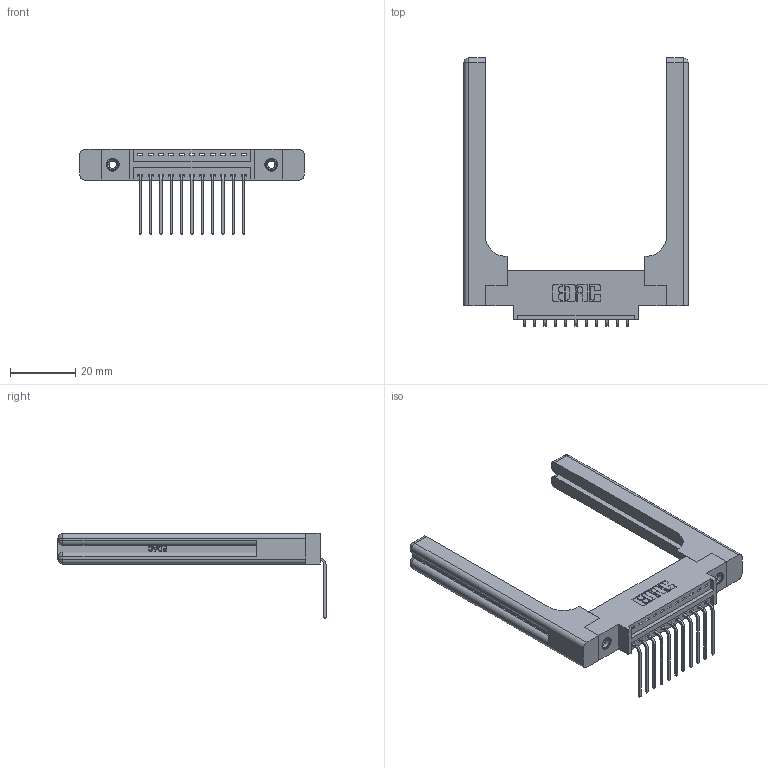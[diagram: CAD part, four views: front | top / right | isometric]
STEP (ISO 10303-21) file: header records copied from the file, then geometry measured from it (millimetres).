
FILE_DESCRIPTION (( 'STEP AP203' ), '1' );
FILE_NAME ('396-011-559-658.STEP', '2019-10-31T20:17:20', ( '' ), ( '' ), 'SwSTEP 2.0', 'SolidWorks 2016', '' );
FILE_SCHEMA (( 'CONFIG_CONTROL_DESIGN' ));
Length unit declared in the file: inch
Products named in the file (5): 346-220-058_345-220-058; 396-011-559-658; 346 Part_0.170 Offset - 0.156 Dia-TH; 345-292-001_558 559 Tail - 1; 345-250-001_345-250-001-102
Assembly tree (16 placements, depth 2):
  396-011-559-658
    346 Part_0.170 Offset - 0.156 Dia-TH
    345-292-001_558 559 Tail - 1  x11
    345-250-001_345-250-001-102  x2
    346-220-058_345-220-058  x2
Bounding box: 68.99 x 82.36 x 26.16 mm (x, y, z)
Volume: 13790.4 mm3; surface area: 13053.2 mm2
Topology: 16 solids, 16 shells, 1042 faces, 3009 edges, 1970 vertices
Faces by surface type: plane 690, cylinder 292, bspline 36, cone 12, sphere 8, torus 4
Entity records: 16398 total; most frequent: CARTESIAN_POINT 3802, ORIENTED_EDGE 2544, DIRECTION 2322, EDGE_CURVE 1272, LINE 1004, VECTOR 1004, VERTEX_POINT 838, AXIS2_PLACEMENT_3D 659
